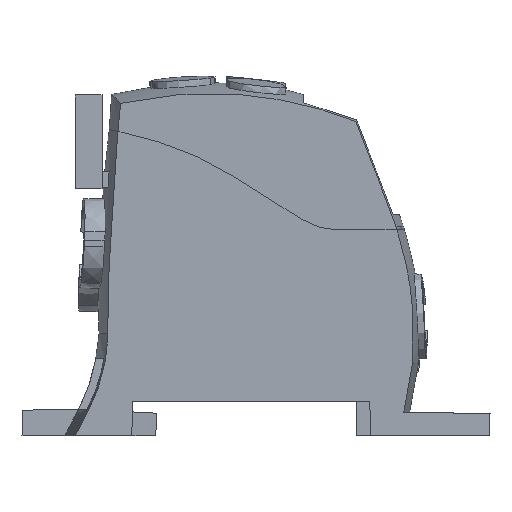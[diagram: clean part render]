
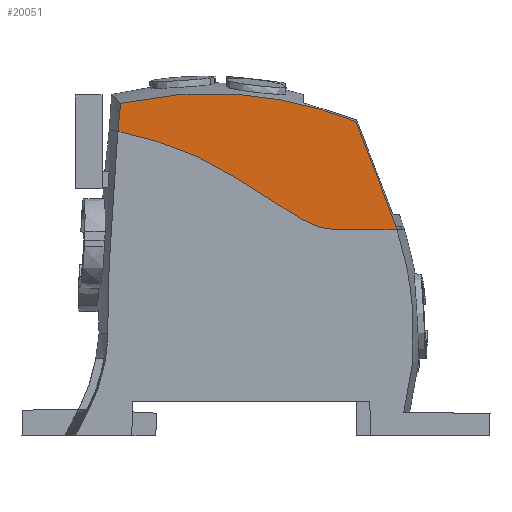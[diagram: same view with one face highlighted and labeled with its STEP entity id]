
A CAD part, left-side view. The second image highlights one B-rep face of the part: STEP entity #20051.
In plain terms, the highlighted planar face has unit normal (-1, 0, -0.005).
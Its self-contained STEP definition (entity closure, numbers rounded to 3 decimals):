
#19941=AXIS2_PLACEMENT_3D('Plane Axis2P3D',#19938,#19939,#19940) ;
#19887=CARTESIAN_POINT('Control Point',(0.029,55.651,45.552)) ;
#19888=CARTESIAN_POINT('Control Point',(0.034,50.985,44.659)) ;
#19889=CARTESIAN_POINT('Control Point',(0.041,46.43,43.187)) ;
#19890=CARTESIAN_POINT('Control Point',(0.052,42.096,41.156)) ;
#19891=CARTESIAN_POINT('Control Point',(0.065,38.075,38.626)) ;
#19892=CARTESIAN_POINT('Vertex',(0.029,55.651,45.552)) ;
#19894=CARTESIAN_POINT('Vertex',(0.065,38.075,38.626)) ;
#19938=CARTESIAN_POINT('Axis2P3D Location',(0.168,57.,19.)) ;
#19943=CARTESIAN_POINT('Line Origine',(0.082,33.082,35.484)) ;
#19947=CARTESIAN_POINT('Vertex',(0.098,28.089,32.342)) ;
#19951=CARTESIAN_POINT('Control Point',(0.106,22.763,30.806)) ;
#19952=CARTESIAN_POINT('Control Point',(0.106,23.693,30.806)) ;
#19953=CARTESIAN_POINT('Control Point',(0.105,24.622,30.914)) ;
#19954=CARTESIAN_POINT('Control Point',(0.104,25.535,31.13)) ;
#19955=CARTESIAN_POINT('Control Point',(0.102,26.598,31.516)) ;
#19956=CARTESIAN_POINT('Control Point',(0.1,27.59,32.044)) ;
#19957=CARTESIAN_POINT('Control Point',(0.099,27.759,32.14)) ;
#19958=CARTESIAN_POINT('Control Point',(0.099,27.925,32.239)) ;
#19959=CARTESIAN_POINT('Control Point',(0.098,28.089,32.342)) ;
#19960=CARTESIAN_POINT('Vertex',(0.106,22.763,30.806)) ;
#19963=CARTESIAN_POINT('Line Origine',(0.106,18.333,30.806)) ;
#19967=CARTESIAN_POINT('Vertex',(0.106,13.903,30.806)) ;
#19971=CARTESIAN_POINT('Control Point',(0.103,14.068,31.314)) ;
#19972=CARTESIAN_POINT('Control Point',(0.104,14.035,31.213)) ;
#19973=CARTESIAN_POINT('Control Point',(0.104,14.002,31.111)) ;
#19974=CARTESIAN_POINT('Control Point',(0.105,13.969,31.009)) ;
#19975=CARTESIAN_POINT('Control Point',(0.106,13.936,30.908)) ;
#19976=CARTESIAN_POINT('Control Point',(0.106,13.903,30.806)) ;
#19977=CARTESIAN_POINT('Vertex',(0.103,14.07,31.314)) ;
#19981=CARTESIAN_POINT('Control Point',(0.062,17.036,39.192)) ;
#19982=CARTESIAN_POINT('Control Point',(0.071,16.405,37.575)) ;
#19983=CARTESIAN_POINT('Control Point',(0.079,15.772,35.958)) ;
#19984=CARTESIAN_POINT('Control Point',(0.086,15.226,34.589)) ;
#19985=CARTESIAN_POINT('Control Point',(0.095,14.615,32.962)) ;
#19986=CARTESIAN_POINT('Control Point',(0.103,14.07,31.314)) ;
#19987=CARTESIAN_POINT('Vertex',(0.062,17.036,39.192)) ;
#19991=CARTESIAN_POINT('Control Point',(0.021,20.09,47.037)) ;
#19992=CARTESIAN_POINT('Control Point',(0.029,19.48,45.467)) ;
#19993=CARTESIAN_POINT('Control Point',(0.037,18.865,43.9)) ;
#19994=CARTESIAN_POINT('Control Point',(0.046,18.253,42.331)) ;
#19995=CARTESIAN_POINT('Control Point',(0.054,17.647,40.761)) ;
#19996=CARTESIAN_POINT('Control Point',(0.062,17.036,39.192)) ;
#19997=CARTESIAN_POINT('Vertex',(0.021,20.09,47.037)) ;
#20001=CARTESIAN_POINT('Control Point',(0.,37.473,51.048)) ;
#20002=CARTESIAN_POINT('Control Point',(0.001,33.902,50.775)) ;
#20003=CARTESIAN_POINT('Control Point',(0.004,30.351,50.233)) ;
#20004=CARTESIAN_POINT('Control Point',(0.009,26.848,49.425)) ;
#20005=CARTESIAN_POINT('Control Point',(0.014,23.419,48.356)) ;
#20006=CARTESIAN_POINT('Control Point',(0.021,20.09,47.037)) ;
#20007=CARTESIAN_POINT('Vertex',(0.,37.473,51.048)) ;
#20011=CARTESIAN_POINT('Control Point',(0.,46.376,51.059)) ;
#20012=CARTESIAN_POINT('Control Point',(-0.001,44.598,51.19)) ;
#20013=CARTESIAN_POINT('Control Point',(-0.001,42.816,51.255)) ;
#20014=CARTESIAN_POINT('Control Point',(-0.001,41.032,51.253)) ;
#20015=CARTESIAN_POINT('Control Point',(-0.001,39.25,51.183)) ;
#20016=CARTESIAN_POINT('Control Point',(0.,37.473,51.048)) ;
#20017=CARTESIAN_POINT('Vertex',(0.,46.376,51.059)) ;
#20021=CARTESIAN_POINT('Control Point',(0.007,55.236,49.729)) ;
#20022=CARTESIAN_POINT('Control Point',(0.005,53.487,50.128)) ;
#20023=CARTESIAN_POINT('Control Point',(0.003,51.723,50.46)) ;
#20024=CARTESIAN_POINT('Control Point',(0.002,49.948,50.727)) ;
#20025=CARTESIAN_POINT('Control Point',(0.001,48.164,50.927)) ;
#20026=CARTESIAN_POINT('Control Point',(0.,46.376,51.059)) ;
#20027=CARTESIAN_POINT('Vertex',(0.007,55.236,49.729)) ;
#20031=CARTESIAN_POINT('Control Point',(0.029,55.651,45.552)) ;
#20032=CARTESIAN_POINT('Control Point',(0.024,55.571,46.387)) ;
#20033=CARTESIAN_POINT('Control Point',(0.02,55.489,47.223)) ;
#20034=CARTESIAN_POINT('Control Point',(0.016,55.405,48.058)) ;
#20035=CARTESIAN_POINT('Control Point',(0.011,55.32,48.893)) ;
#20036=CARTESIAN_POINT('Control Point',(0.007,55.236,49.729)) ;
#19939=DIRECTION('Axis2P3D Direction',(1.,0.,0.005)) ;
#19940=DIRECTION('Axis2P3D XDirection',(0.,-1.,0.)) ;
#19944=DIRECTION('Vector Direction',(-0.003,0.846,0.533)) ;
#19964=DIRECTION('Vector Direction',(0.,1.,0.)) ;
#19945=VECTOR('Line Direction',#19944,1.) ;
#19965=VECTOR('Line Direction',#19964,1.) ;
#20039=ORIENTED_EDGE('',*,*,#19896,.T.) ;
#20040=ORIENTED_EDGE('',*,*,#19949,.F.) ;
#20041=ORIENTED_EDGE('',*,*,#19962,.F.) ;
#20042=ORIENTED_EDGE('',*,*,#19969,.F.) ;
#20043=ORIENTED_EDGE('',*,*,#19979,.F.) ;
#20044=ORIENTED_EDGE('',*,*,#19989,.F.) ;
#20045=ORIENTED_EDGE('',*,*,#19999,.F.) ;
#20046=ORIENTED_EDGE('',*,*,#20009,.F.) ;
#20047=ORIENTED_EDGE('',*,*,#20019,.F.) ;
#20048=ORIENTED_EDGE('',*,*,#20029,.F.) ;
#20049=ORIENTED_EDGE('',*,*,#20037,.F.) ;
#20051=ADVANCED_FACE('V2',(#20050),#19942,.F.) ;
#19886=B_SPLINE_CURVE_WITH_KNOTS('',4,(#19887,#19888,#19889,#19890,#19891),.UNSPECIFIED.,.F.,.U.,(5,5),(0.,26.922),.UNSPECIFIED.) ;
#19950=B_SPLINE_CURVE_WITH_KNOTS('',5,(#19951,#19952,#19953,#19954,#19955,#19956,#19957,#19958,#19959),.UNSPECIFIED.,.F.,.U.,(6,3,6),(0.,6.585,7.958),.UNSPECIFIED.) ;
#19970=B_SPLINE_CURVE_WITH_KNOTS('',5,(#19971,#19972,#19973,#19974,#19975,#19976),.UNSPECIFIED.,.F.,.U.,(6,6),(0.,0.756),.UNSPECIFIED.) ;
#19980=B_SPLINE_CURVE_WITH_KNOTS('',5,(#19981,#19982,#19983,#19984,#19985,#19986),.UNSPECIFIED.,.F.,.U.,(6,6),(0.,12.091),.UNSPECIFIED.) ;
#19990=B_SPLINE_CURVE_WITH_KNOTS('',5,(#19991,#19992,#19993,#19994,#19995,#19996),.UNSPECIFIED.,.F.,.U.,(6,6),(0.,11.905),.UNSPECIFIED.) ;
#20000=B_SPLINE_CURVE_WITH_KNOTS('',5,(#20001,#20002,#20003,#20004,#20005,#20006),.UNSPECIFIED.,.F.,.U.,(6,6),(0.,25.349),.UNSPECIFIED.) ;
#20010=B_SPLINE_CURVE_WITH_KNOTS('',5,(#20011,#20012,#20013,#20014,#20015,#20016),.UNSPECIFIED.,.F.,.U.,(6,6),(0.,12.606),.UNSPECIFIED.) ;
#20020=B_SPLINE_CURVE_WITH_KNOTS('',5,(#20021,#20022,#20023,#20024,#20025,#20026),.UNSPECIFIED.,.F.,.U.,(6,6),(0.,12.685),.UNSPECIFIED.) ;
#20030=B_SPLINE_CURVE_WITH_KNOTS('',5,(#20031,#20032,#20033,#20034,#20035,#20036),.UNSPECIFIED.,.F.,.U.,(6,6),(0.,5.936),.UNSPECIFIED.) ;
#19896=EDGE_CURVE('',#19893,#19895,#19886,.T.) ;
#19949=EDGE_CURVE('',#19948,#19895,#19946,.T.) ;
#19962=EDGE_CURVE('',#19961,#19948,#19950,.T.) ;
#19969=EDGE_CURVE('',#19968,#19961,#19966,.T.) ;
#19979=EDGE_CURVE('',#19978,#19968,#19970,.T.) ;
#19989=EDGE_CURVE('',#19988,#19978,#19980,.T.) ;
#19999=EDGE_CURVE('',#19998,#19988,#19990,.T.) ;
#20009=EDGE_CURVE('',#20008,#19998,#20000,.T.) ;
#20019=EDGE_CURVE('',#20018,#20008,#20010,.T.) ;
#20029=EDGE_CURVE('',#20028,#20018,#20020,.T.) ;
#20037=EDGE_CURVE('',#19893,#20028,#20030,.T.) ;
#20038=EDGE_LOOP('',(#20039,#20040,#20041,#20042,#20043,#20044,#20045,#20046,#20047,#20048,#20049)) ;
#20050=FACE_OUTER_BOUND('',#20038,.T.) ;
#19946=LINE('Line',#19943,#19945) ;
#19966=LINE('Line',#19963,#19965) ;
#19942=PLANE('',#19941) ;
#19893=VERTEX_POINT('',#19892) ;
#19895=VERTEX_POINT('',#19894) ;
#19948=VERTEX_POINT('',#19947) ;
#19961=VERTEX_POINT('',#19960) ;
#19968=VERTEX_POINT('',#19967) ;
#19978=VERTEX_POINT('',#19977) ;
#19988=VERTEX_POINT('',#19987) ;
#19998=VERTEX_POINT('',#19997) ;
#20008=VERTEX_POINT('',#20007) ;
#20018=VERTEX_POINT('',#20017) ;
#20028=VERTEX_POINT('',#20027) ;
